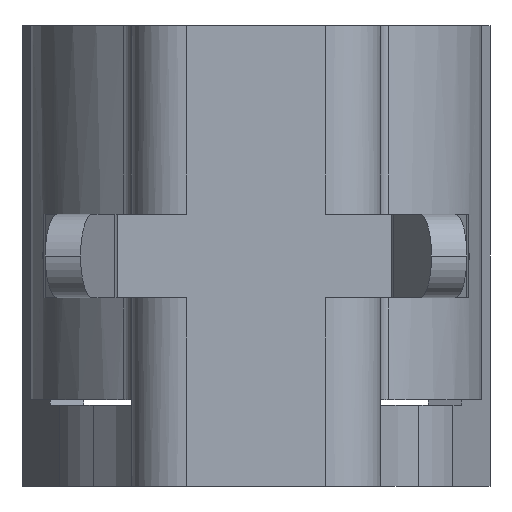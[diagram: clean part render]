
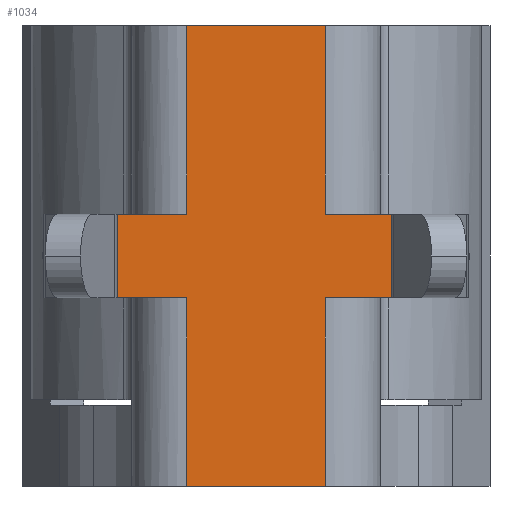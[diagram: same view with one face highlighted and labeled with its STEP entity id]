
A CAD part, front view. The second image highlights one B-rep face of the part: STEP entity #1034.
In plain terms, the highlighted planar face has unit normal (0, -1, 0).
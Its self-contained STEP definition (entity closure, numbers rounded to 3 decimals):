
#3 = VECTOR ( 'NONE', #53, 1000. ) ;
#53 = DIRECTION ( 'NONE',  ( 1., 0., 0. ) ) ;
#55 = CARTESIAN_POINT ( 'NONE',  ( -0.75, 3.56, -0.455 ) ) ;
#72 = LINE ( 'NONE', #3523, #3929 ) ;
#126 = VERTEX_POINT ( 'NONE', #978 ) ;
#155 = VERTEX_POINT ( 'NONE', #1395 ) ;
#166 = CARTESIAN_POINT ( 'NONE',  ( 0.75, 3.56, -0.455 ) ) ;
#171 = ORIENTED_EDGE ( 'NONE', *, *, #1852, .F. ) ;
#190 = FACE_OUTER_BOUND ( 'NONE', #4618, .T. ) ;
#192 = ORIENTED_EDGE ( 'NONE', *, *, #4423, .T. ) ;
#196 = CARTESIAN_POINT ( 'NONE',  ( 0.75, 3.56, -2.5 ) ) ;
#219 = EDGE_CURVE ( 'NONE', #3626, #1341, #3232, .T. ) ;
#234 = VECTOR ( 'NONE', #2212, 1000. ) ;
#315 = CARTESIAN_POINT ( 'NONE',  ( -0.75, 3.56, -1.59 ) ) ;
#422 = EDGE_CURVE ( 'NONE', #4263, #3748, #72, .T. ) ;
#423 = LINE ( 'NONE', #2749, #475 ) ;
#437 = VERTEX_POINT ( 'NONE', #2340 ) ;
#443 = DIRECTION ( 'NONE',  ( 1., 0., 0. ) ) ;
#475 = VECTOR ( 'NONE', #3512, 1000. ) ;
#513 = CARTESIAN_POINT ( 'NONE',  ( -0.75, 3.56, 2.5 ) ) ;
#519 = LINE ( 'NONE', #2297, #1971 ) ;
#542 = DIRECTION ( 'NONE',  ( 0., 0., 1. ) ) ;
#601 = DIRECTION ( 'NONE',  ( 0., 0., -1. ) ) ;
#702 = DIRECTION ( 'NONE',  ( -1., 0., 0. ) ) ;
#705 = CARTESIAN_POINT ( 'NONE',  ( 1.605, 3.56, 0.455 ) ) ;
#710 = EDGE_CURVE ( 'NONE', #4263, #724, #2632, .T. ) ;
#724 = VERTEX_POINT ( 'NONE', #3269 ) ;
#866 = CARTESIAN_POINT ( 'NONE',  ( -0.75, 3.56, 0.455 ) ) ;
#892 = ORIENTED_EDGE ( 'NONE', *, *, #1913, .F. ) ;
#917 = VERTEX_POINT ( 'NONE', #866 ) ;
#977 = LINE ( 'NONE', #1145, #3 ) ;
#978 = CARTESIAN_POINT ( 'NONE',  ( 1.605, 3.56, -0.455 ) ) ;
#988 = CARTESIAN_POINT ( 'NONE',  ( -1.605, 3.56, -0.455 ) ) ;
#1034 = ADVANCED_FACE ( 'NONE', ( #190 ), #3632, .T. ) ;
#1055 = AXIS2_PLACEMENT_3D ( 'NONE', #988, #2883, #601 ) ;
#1142 = EDGE_CURVE ( 'NONE', #155, #1987, #4528, .T. ) ;
#1145 = CARTESIAN_POINT ( 'NONE',  ( -0.75, 3.56, 2.5 ) ) ;
#1180 = CARTESIAN_POINT ( 'NONE',  ( -1.605, 3.56, -0.455 ) ) ;
#1331 = VECTOR ( 'NONE', #2546, 1000. ) ;
#1341 = VERTEX_POINT ( 'NONE', #2861 ) ;
#1350 = VECTOR ( 'NONE', #4364, 1000. ) ;
#1395 = CARTESIAN_POINT ( 'NONE',  ( 0.75, 3.56, 0.455 ) ) ;
#1653 = ORIENTED_EDGE ( 'NONE', *, *, #219, .F. ) ;
#1841 = CARTESIAN_POINT ( 'NONE',  ( -1.605, 3.56, -0.455 ) ) ;
#1852 = EDGE_CURVE ( 'NONE', #917, #3086, #3582, .T. ) ;
#1913 = EDGE_CURVE ( 'NONE', #3086, #437, #977, .T. ) ;
#1967 = VECTOR ( 'NONE', #542, 1000. ) ;
#1971 = VECTOR ( 'NONE', #4567, 1000. ) ;
#1987 = VERTEX_POINT ( 'NONE', #705 ) ;
#1988 = VECTOR ( 'NONE', #2561, 1000. ) ;
#2023 = LINE ( 'NONE', #1841, #234 ) ;
#2045 = EDGE_CURVE ( 'NONE', #3748, #126, #2023, .T. ) ;
#2212 = DIRECTION ( 'NONE',  ( 1., 0., 0. ) ) ;
#2297 = CARTESIAN_POINT ( 'NONE',  ( -1.605, 3.56, -0.455 ) ) ;
#2314 = LINE ( 'NONE', #3129, #1967 ) ;
#2340 = CARTESIAN_POINT ( 'NONE',  ( 0.75, 3.56, 2.5 ) ) ;
#2463 = CARTESIAN_POINT ( 'NONE',  ( 1.605, 3.56, -0.455 ) ) ;
#2546 = DIRECTION ( 'NONE',  ( 0., 0., 1. ) ) ;
#2561 = DIRECTION ( 'NONE',  ( 0., 0., 1. ) ) ;
#2598 = ORIENTED_EDGE ( 'NONE', *, *, #3163, .F. ) ;
#2632 = LINE ( 'NONE', #2951, #4523 ) ;
#2749 = CARTESIAN_POINT ( 'NONE',  ( -1.605, 3.56, 0.455 ) ) ;
#2836 = DIRECTION ( 'NONE',  ( 0., 0., 1. ) ) ;
#2861 = CARTESIAN_POINT ( 'NONE',  ( -1.605, 3.56, 0.455 ) ) ;
#2883 = DIRECTION ( 'NONE',  ( 0., -1., 0. ) ) ;
#2951 = CARTESIAN_POINT ( 'NONE',  ( 0.75, 3.56, -2.5 ) ) ;
#2999 = EDGE_CURVE ( 'NONE', #3626, #3602, #519, .T. ) ;
#3086 = VERTEX_POINT ( 'NONE', #513 ) ;
#3129 = CARTESIAN_POINT ( 'NONE',  ( -0.75, 3.56, -1.59 ) ) ;
#3153 = DIRECTION ( 'NONE',  ( 0., 0., 1. ) ) ;
#3163 = EDGE_CURVE ( 'NONE', #724, #3602, #2314, .T. ) ;
#3192 = ORIENTED_EDGE ( 'NONE', *, *, #2999, .T. ) ;
#3232 = LINE ( 'NONE', #4043, #1988 ) ;
#3269 = CARTESIAN_POINT ( 'NONE',  ( -0.75, 3.56, -2.5 ) ) ;
#3486 = LINE ( 'NONE', #4397, #4413 ) ;
#3512 = DIRECTION ( 'NONE',  ( 1., 0., 0. ) ) ;
#3523 = CARTESIAN_POINT ( 'NONE',  ( 0.75, 3.56, -1.59 ) ) ;
#3582 = LINE ( 'NONE', #315, #1331 ) ;
#3602 = VERTEX_POINT ( 'NONE', #55 ) ;
#3626 = VERTEX_POINT ( 'NONE', #1180 ) ;
#3632 = PLANE ( 'NONE',  #1055 ) ;
#3748 = VERTEX_POINT ( 'NONE', #166 ) ;
#3929 = VECTOR ( 'NONE', #3153, 1000. ) ;
#4043 = CARTESIAN_POINT ( 'NONE',  ( -1.605, 3.56, -0.455 ) ) ;
#4118 = ORIENTED_EDGE ( 'NONE', *, *, #4454, .T. ) ;
#4173 = VECTOR ( 'NONE', #443, 1000. ) ;
#4263 = VERTEX_POINT ( 'NONE', #196 ) ;
#4300 = LINE ( 'NONE', #2463, #1350 ) ;
#4364 = DIRECTION ( 'NONE',  ( 0., 0., 1. ) ) ;
#4397 = CARTESIAN_POINT ( 'NONE',  ( 0.75, 3.56, -1.59 ) ) ;
#4407 = CARTESIAN_POINT ( 'NONE',  ( -1.605, 3.56, 0.455 ) ) ;
#4413 = VECTOR ( 'NONE', #2836, 1000. ) ;
#4423 = EDGE_CURVE ( 'NONE', #126, #1987, #4300, .T. ) ;
#4454 = EDGE_CURVE ( 'NONE', #155, #437, #3486, .T. ) ;
#4523 = VECTOR ( 'NONE', #702, 1000. ) ;
#4528 = LINE ( 'NONE', #4407, #4173 ) ;
#4567 = DIRECTION ( 'NONE',  ( 1., 0., 0. ) ) ;
#4574 = ORIENTED_EDGE ( 'NONE', *, *, #1142, .F. ) ;
#4579 = ORIENTED_EDGE ( 'NONE', *, *, #4740, .F. ) ;
#4618 = EDGE_LOOP ( 'NONE', ( #4579, #1653, #3192, #2598, #4726, #4807, #4696, #192, #4574, #4118, #892, #171 ) ) ;
#4696 = ORIENTED_EDGE ( 'NONE', *, *, #2045, .T. ) ;
#4726 = ORIENTED_EDGE ( 'NONE', *, *, #710, .F. ) ;
#4740 = EDGE_CURVE ( 'NONE', #1341, #917, #423, .T. ) ;
#4807 = ORIENTED_EDGE ( 'NONE', *, *, #422, .T. ) ;
